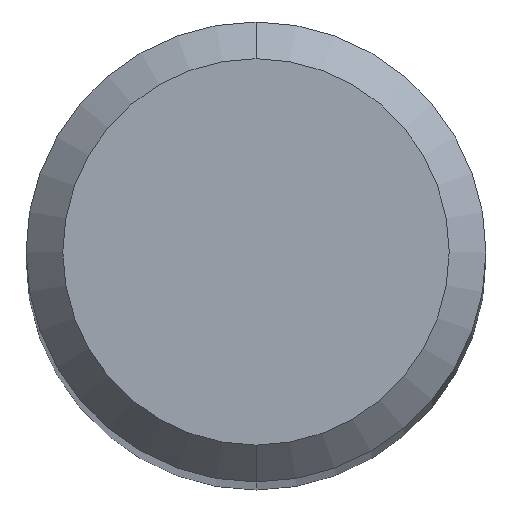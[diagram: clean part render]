
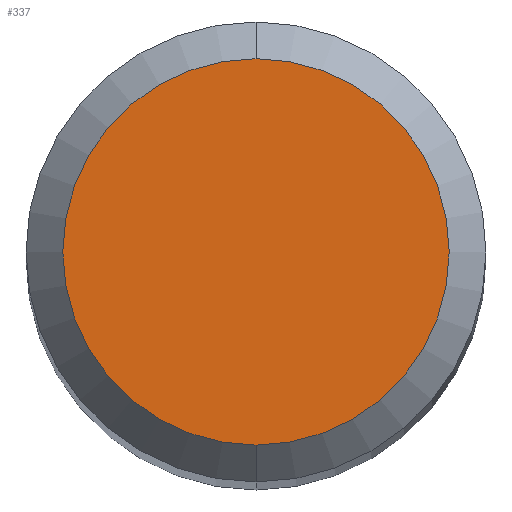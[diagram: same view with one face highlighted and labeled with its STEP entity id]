
A CAD part, top view. The second image highlights one B-rep face of the part: STEP entity #337.
In plain terms, the highlighted planar face has unit normal (0, 0, 1).
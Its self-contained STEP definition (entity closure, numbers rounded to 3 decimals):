
#187=EDGE_CURVE('',#209,#207,#496,.T.);
#207=VERTEX_POINT('',#518);
#209=VERTEX_POINT('',#520);
#337=ADVANCED_FACE('',(#660),#661,.T.);
#429=EDGE_CURVE('',#207,#209,#760,.T.);
#496=CIRCLE('',#840,2.1);
#518=CARTESIAN_POINT('',(0.0,2.1,0.0));
#520=CARTESIAN_POINT('',(0.,-2.1,0.0));
#660=FACE_OUTER_BOUND('',#1156,.T.);
#661=PLANE('',#1157);
#760=CIRCLE('',#1385,2.1);
#840=AXIS2_PLACEMENT_3D('',#1461,#1462,#1463);
#1156=EDGE_LOOP('',(#1630,#1631));
#1157=AXIS2_PLACEMENT_3D('',#1632,#1633,#1634);
#1385=AXIS2_PLACEMENT_3D('',#1746,#1747,#1748);
#1461=CARTESIAN_POINT('',(0.0,0.0,0.0));
#1462=DIRECTION('',(0.0,0.0,-1.0));
#1463=DIRECTION('',(0.0,1.0,0.0));
#1630=ORIENTED_EDGE('',*,*,#429,.F.);
#1631=ORIENTED_EDGE('',*,*,#187,.F.);
#1632=CARTESIAN_POINT('',(0.0,1.05,0.0));
#1633=DIRECTION('',(-0.0,0.0,1.0));
#1634=DIRECTION('',(0.0,-1.0,0.0));
#1746=CARTESIAN_POINT('',(0.0,0.0,0.0));
#1747=DIRECTION('',(0.0,0.0,-1.0));
#1748=DIRECTION('',(0.0,1.0,0.0));
